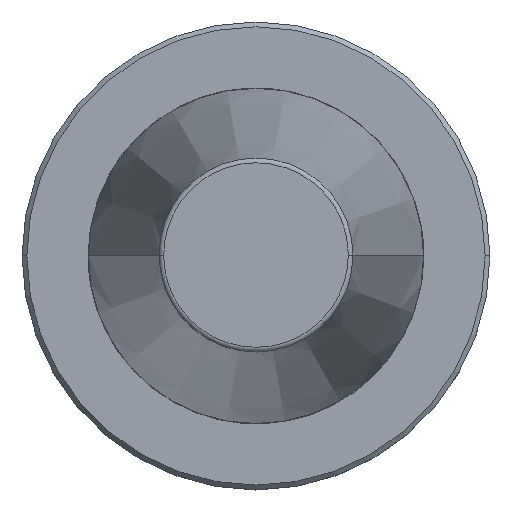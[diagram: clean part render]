
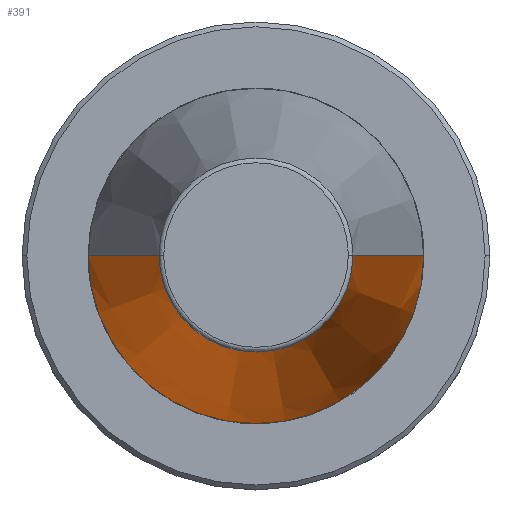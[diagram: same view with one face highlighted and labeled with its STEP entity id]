
A CAD part, top view. The second image highlights one B-rep face of the part: STEP entity #391.
In plain terms, the highlighted conical face has half-angle 8.297 degrees and reference radius 34.925 mm.
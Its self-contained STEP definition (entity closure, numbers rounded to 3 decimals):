
#16 = VECTOR ( 'NONE', #1866, 1000. ) ;
#150 = CIRCLE ( 'NONE', #1387, 20.211 ) ;
#151 = DIRECTION ( 'NONE',  ( -1., 0., 0. ) ) ;
#204 = VERTEX_POINT ( 'NONE', #1126 ) ;
#295 = FACE_OUTER_BOUND ( 'NONE', #1625, .T. ) ;
#391 = ADVANCED_FACE ( 'NONE', ( #295 ), #1803, .T. ) ;
#426 = CARTESIAN_POINT ( 'NONE',  ( -34.925, 0., 0. ) ) ;
#464 = AXIS2_PLACEMENT_3D ( 'NONE', #1132, #1212, #151 ) ;
#506 = DIRECTION ( 'NONE',  ( -1., 0., 0. ) ) ;
#511 = DIRECTION ( 'NONE',  ( 0., 0., 1. ) ) ;
#513 = CARTESIAN_POINT ( 'NONE',  ( 0., 0., 0. ) ) ;
#536 = AXIS2_PLACEMENT_3D ( 'NONE', #513, #511, #506 ) ;
#569 = EDGE_CURVE ( 'NONE', #204, #1796, #718, .T. ) ;
#595 = LINE ( 'NONE', #1241, #1632 ) ;
#645 = CARTESIAN_POINT ( 'NONE',  ( 34.925, 0., 0. ) ) ;
#718 = LINE ( 'NONE', #1828, #16 ) ;
#784 = VERTEX_POINT ( 'NONE', #1036 ) ;
#889 = ORIENTED_EDGE ( 'NONE', *, *, #569, .T. ) ;
#934 = ORIENTED_EDGE ( 'NONE', *, *, #1380, .F. ) ;
#936 = VERTEX_POINT ( 'NONE', #645 ) ;
#978 = EDGE_CURVE ( 'NONE', #1796, #936, #1671, .T. ) ;
#1036 = CARTESIAN_POINT ( 'NONE',  ( 20.211, 0., 100.894 ) ) ;
#1059 = ORIENTED_EDGE ( 'NONE', *, *, #1572, .T. ) ;
#1126 = CARTESIAN_POINT ( 'NONE',  ( -20.211, 0., 100.894 ) ) ;
#1132 = CARTESIAN_POINT ( 'NONE',  ( 0., 0., 0. ) ) ;
#1212 = DIRECTION ( 'NONE',  ( 0., 0., -1. ) ) ;
#1241 = CARTESIAN_POINT ( 'NONE',  ( 34.925, 0., 0. ) ) ;
#1292 = DIRECTION ( 'NONE',  ( -1., 0., 0. ) ) ;
#1298 = DIRECTION ( 'NONE',  ( 0., 0., -1. ) ) ;
#1307 = CARTESIAN_POINT ( 'NONE',  ( 0., 0., 100.894 ) ) ;
#1380 = EDGE_CURVE ( 'NONE', #784, #936, #595, .T. ) ;
#1387 = AXIS2_PLACEMENT_3D ( 'NONE', #1307, #1298, #1292 ) ;
#1448 = ORIENTED_EDGE ( 'NONE', *, *, #978, .T. ) ;
#1572 = EDGE_CURVE ( 'NONE', #784, #204, #150, .T. ) ;
#1625 = EDGE_LOOP ( 'NONE', ( #934, #1059, #889, #1448 ) ) ;
#1632 = VECTOR ( 'NONE', #1792, 1000. ) ;
#1671 = CIRCLE ( 'NONE', #536, 34.925 ) ;
#1792 = DIRECTION ( 'NONE',  ( 0.144, 0., -0.99 ) ) ;
#1796 = VERTEX_POINT ( 'NONE', #426 ) ;
#1803 = CONICAL_SURFACE ( 'NONE', #464, 34.925, 0.145 ) ;
#1828 = CARTESIAN_POINT ( 'NONE',  ( -34.925, 0., 0. ) ) ;
#1866 = DIRECTION ( 'NONE',  ( -0.144, 0., -0.99 ) ) ;
